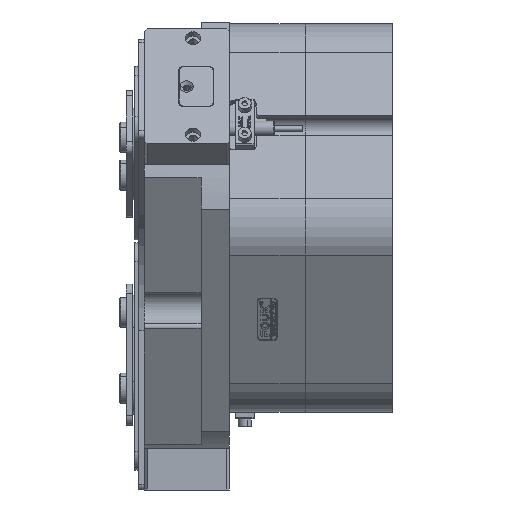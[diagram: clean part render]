
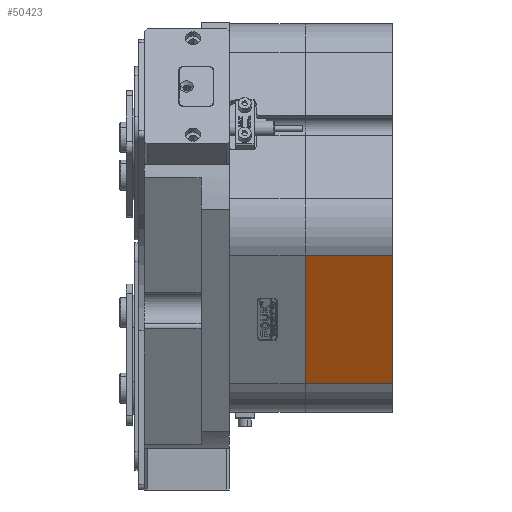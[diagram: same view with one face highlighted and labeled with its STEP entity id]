
A CAD part, left-side view. The second image highlights one B-rep face of the part: STEP entity #50423.
In plain terms, the highlighted face is planar.
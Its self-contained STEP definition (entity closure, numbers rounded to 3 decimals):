
#379 = LINE ( 'NONE', #45371, #26086 ) ;
#6777 = VECTOR ( 'NONE', #54684, 1000. ) ;
#9550 = ORIENTED_EDGE ( 'NONE', *, *, #21293, .T. ) ;
#12051 = PLANE ( 'NONE',  #26303 ) ;
#13834 = CARTESIAN_POINT ( 'NONE',  ( 109.697, 0., 18. ) ) ;
#16993 = ORIENTED_EDGE ( 'NONE', *, *, #59240, .T. ) ;
#18021 = VERTEX_POINT ( 'NONE', #41554 ) ;
#18780 = CARTESIAN_POINT ( 'NONE',  ( 61.776, 46., 101. ) ) ;
#19229 = DIRECTION ( 'NONE',  ( 0.5, 0., -0.866 ) ) ;
#19863 = FACE_OUTER_BOUND ( 'NONE', #62682, .T. ) ;
#21293 = EDGE_CURVE ( 'NONE', #56581, #18021, #29410, .T. ) ;
#22676 = CARTESIAN_POINT ( 'NONE',  ( 70.437, 46., 86. ) ) ;
#25219 = ORIENTED_EDGE ( 'NONE', *, *, #45247, .F. ) ;
#26059 = VECTOR ( 'NONE', #19229, 1000. ) ;
#26086 = VECTOR ( 'NONE', #31746, 1000. ) ;
#26303 = AXIS2_PLACEMENT_3D ( 'NONE', #18780, #60034, #64322 ) ;
#29410 = LINE ( 'NONE', #59564, #55865 ) ;
#29628 = CARTESIAN_POINT ( 'NONE',  ( 109.697, 46., 18. ) ) ;
#31746 = DIRECTION ( 'NONE',  ( 0.5, 0., -0.866 ) ) ;
#33325 = LINE ( 'NONE', #58928, #6777 ) ;
#34930 = CARTESIAN_POINT ( 'NONE',  ( 61.776, 0., 101. ) ) ;
#36831 = ORIENTED_EDGE ( 'NONE', *, *, #51890, .T. ) ;
#38733 = DIRECTION ( 'NONE',  ( 0., -1., 0. ) ) ;
#41554 = CARTESIAN_POINT ( 'NONE',  ( 70.437, 0., 86. ) ) ;
#45247 = EDGE_CURVE ( 'NONE', #56581, #60650, #379, .T. ) ;
#45371 = CARTESIAN_POINT ( 'NONE',  ( 61.776, 46., 101. ) ) ;
#50423 = ADVANCED_FACE ( 'NONE', ( #19863 ), #12051, .F. ) ;
#51890 = EDGE_CURVE ( 'NONE', #57742, #60650, #33325, .T. ) ;
#52633 = LINE ( 'NONE', #34930, #26059 ) ;
#54684 = DIRECTION ( 'NONE',  ( 0., 1., 0. ) ) ;
#55865 = VECTOR ( 'NONE', #38733, 1000. ) ;
#56581 = VERTEX_POINT ( 'NONE', #22676 ) ;
#57742 = VERTEX_POINT ( 'NONE', #13834 ) ;
#58928 = CARTESIAN_POINT ( 'NONE',  ( 109.697, 46., 18. ) ) ;
#59240 = EDGE_CURVE ( 'NONE', #18021, #57742, #52633, .T. ) ;
#59564 = CARTESIAN_POINT ( 'NONE',  ( 70.437, 46., 86. ) ) ;
#60034 = DIRECTION ( 'NONE',  ( -0.866, 0., -0.5 ) ) ;
#60650 = VERTEX_POINT ( 'NONE', #29628 ) ;
#62682 = EDGE_LOOP ( 'NONE', ( #16993, #36831, #25219, #9550 ) ) ;
#64322 = DIRECTION ( 'NONE',  ( -0.5, 0., 0.866 ) ) ;
